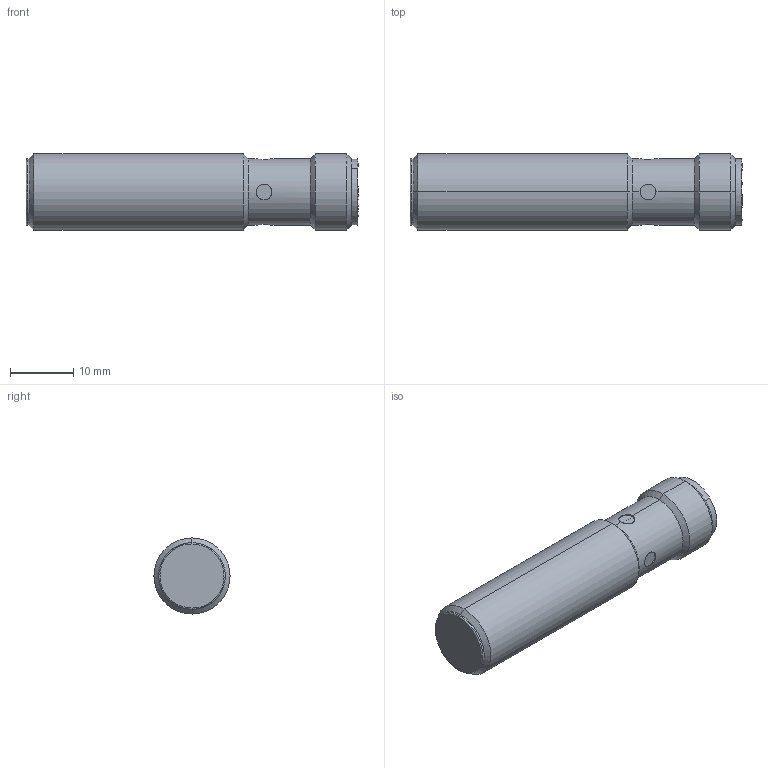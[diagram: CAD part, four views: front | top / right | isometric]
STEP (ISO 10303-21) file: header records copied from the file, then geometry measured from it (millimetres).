
FILE_DESCRIPTION (( 'STEP AP214' ), '1' );
FILE_NAME ('AM6-AN-3H.step', '2018-04-12T19:21:32', ( '' ), ( '' ), 'SwSTEP 2.0', 'SolidWorks 2017', '' );
FILE_SCHEMA (( 'AUTOMOTIVE_DESIGN' ));
Length unit declared in the file: inch
Products named in the file (1): AM6-AN-3H
Bounding box: 52.3 x 12 x 12 mm (x, y, z)
Volume: 4357.3 mm3; surface area: 3751.6 mm2
Topology: 3 solids, 3 shells, 112 faces, 285 edges, 180 vertices
Faces by surface type: cylinder 57, plane 25, cone 18, bspline 12
Entity records: 5284 total; most frequent: CARTESIAN_POINT 1053, DIRECTION 604, ORIENTED_EDGE 554, EDGE_CURVE 277, AXIS2_PLACEMENT_3D 247, VERTEX_POINT 180, CIRCLE 146, EDGE_LOOP 121
